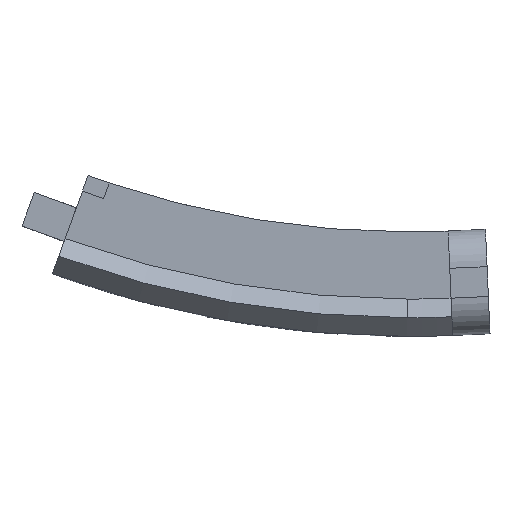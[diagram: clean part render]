
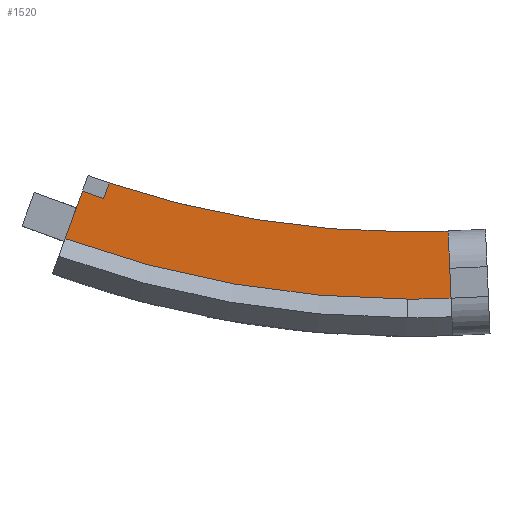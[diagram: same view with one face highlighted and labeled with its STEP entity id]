
A CAD part, front view. The second image highlights one B-rep face of the part: STEP entity #1520.
In plain terms, the highlighted planar face has unit normal (0, -1, 0).
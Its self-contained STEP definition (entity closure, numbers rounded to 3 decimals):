
#22 = EDGE_CURVE ( 'NONE', #1721, #2123, #1595, .T. ) ;
#36 = AXIS2_PLACEMENT_3D ( 'NONE', #1227, #152, #1438 ) ;
#80 = ORIENTED_EDGE ( 'NONE', *, *, #2442, .F. ) ;
#104 = PLANE ( 'NONE',  #1743 ) ;
#131 = AXIS2_PLACEMENT_3D ( 'NONE', #2493, #2086, #2728 ) ;
#152 = DIRECTION ( 'NONE',  ( 0., -1., 0. ) ) ;
#239 = CARTESIAN_POINT ( 'NONE',  ( 5.452, -5., -124.881 ) ) ;
#265 = DIRECTION ( 'NONE',  ( 0., 0., -1. ) ) ;
#294 = DIRECTION ( 'NONE',  ( 0., -1., 0. ) ) ;
#305 = LINE ( 'NONE', #344, #1847 ) ;
#344 = CARTESIAN_POINT ( 'NONE',  ( -40.686, -5., -120.555 ) ) ;
#397 = VECTOR ( 'NONE', #1302, 1000. ) ;
#448 = LINE ( 'NONE', #1317, #397 ) ;
#535 = DIRECTION ( 'NONE',  ( -0.342, 0., -0.94 ) ) ;
#542 = CARTESIAN_POINT ( 'NONE',  ( -39.921, -5., -118.454 ) ) ;
#556 = CARTESIAN_POINT ( 'NONE',  ( -40.686, -5., -120.555 ) ) ;
#672 = VECTOR ( 'NONE', #535, 1000. ) ;
#720 = CARTESIAN_POINT ( 'NONE',  ( -42.753, -5., -117.462 ) ) ;
#730 = AXIS2_PLACEMENT_3D ( 'NONE', #1823, #2690, #265 ) ;
#773 = CARTESIAN_POINT ( 'NONE',  ( -42.753, -5., -117.462 ) ) ;
#820 = EDGE_CURVE ( 'NONE', #2131, #1721, #305, .T. ) ;
#891 = VERTEX_POINT ( 'NONE', #542 ) ;
#919 = ORIENTED_EDGE ( 'NONE', *, *, #22, .T. ) ;
#949 = EDGE_LOOP ( 'NONE', ( #1375, #1458, #2473, #967, #80, #2364, #2528, #919 ) ) ;
#950 = DIRECTION ( 'NONE',  ( 0., -1., 0. ) ) ;
#967 = ORIENTED_EDGE ( 'NONE', *, *, #1803, .F. ) ;
#1043 = VERTEX_POINT ( 'NONE', #1689 ) ;
#1164 = CARTESIAN_POINT ( 'NONE',  ( 0., -5., 0. ) ) ;
#1188 = FACE_OUTER_BOUND ( 'NONE', #949, .T. ) ;
#1196 = CARTESIAN_POINT ( 'NONE',  ( -45.831, -5., -125.919 ) ) ;
#1217 = CIRCLE ( 'NONE', #131, 125. ) ;
#1227 = CARTESIAN_POINT ( 'NONE',  ( 0., -5., 0. ) ) ;
#1287 = CIRCLE ( 'NONE', #36, 125. ) ;
#1302 = DIRECTION ( 'NONE',  ( 0.342, 0., 0.94 ) ) ;
#1305 = CIRCLE ( 'NONE', #730, 134. ) ;
#1317 = CARTESIAN_POINT ( 'NONE',  ( -39.474, -5., -117.224 ) ) ;
#1323 = EDGE_CURVE ( 'NONE', #2131, #891, #448, .T. ) ;
#1375 = ORIENTED_EDGE ( 'NONE', *, *, #1684, .T. ) ;
#1377 = DIRECTION ( 'NONE',  ( -0.94, 0., 0.342 ) ) ;
#1403 = VERTEX_POINT ( 'NONE', #1725 ) ;
#1438 = DIRECTION ( 'NONE',  ( 0., 0., -1. ) ) ;
#1458 = ORIENTED_EDGE ( 'NONE', *, *, #2726, .T. ) ;
#1515 = VERTEX_POINT ( 'NONE', #1792 ) ;
#1520 = ADVANCED_FACE ( 'NONE', ( #1188 ), #104, .T. ) ;
#1533 = EDGE_CURVE ( 'NONE', #1403, #2652, #2455, .T. ) ;
#1575 = DIRECTION ( 'NONE',  ( 0., 0., -1. ) ) ;
#1595 = LINE ( 'NONE', #720, #672 ) ;
#1684 = EDGE_CURVE ( 'NONE', #2123, #1043, #1305, .T. ) ;
#1689 = CARTESIAN_POINT ( 'NONE',  ( 0., -5., -134. ) ) ;
#1721 = VERTEX_POINT ( 'NONE', #2027 ) ;
#1725 = CARTESIAN_POINT ( 'NONE',  ( 5.845, -5., -133.872 ) ) ;
#1743 = AXIS2_PLACEMENT_3D ( 'NONE', #773, #294, #1821 ) ;
#1792 = CARTESIAN_POINT ( 'NONE',  ( 0., -5., -125. ) ) ;
#1803 = EDGE_CURVE ( 'NONE', #1515, #2652, #1217, .T. ) ;
#1821 = DIRECTION ( 'NONE',  ( 0., 0., -1. ) ) ;
#1823 = CARTESIAN_POINT ( 'NONE',  ( 0., -5., 0. ) ) ;
#1847 = VECTOR ( 'NONE', #1377, 1000. ) ;
#1968 = VECTOR ( 'NONE', #2470, 1000. ) ;
#2024 = CARTESIAN_POINT ( 'NONE',  ( 5.037, -5., -115.375 ) ) ;
#2027 = CARTESIAN_POINT ( 'NONE',  ( -43.505, -5., -119.529 ) ) ;
#2083 = AXIS2_PLACEMENT_3D ( 'NONE', #1164, #950, #1575 ) ;
#2086 = DIRECTION ( 'NONE',  ( 0., -1., 0. ) ) ;
#2123 = VERTEX_POINT ( 'NONE', #1196 ) ;
#2131 = VERTEX_POINT ( 'NONE', #556 ) ;
#2364 = ORIENTED_EDGE ( 'NONE', *, *, #1323, .F. ) ;
#2442 = EDGE_CURVE ( 'NONE', #891, #1515, #1287, .T. ) ;
#2455 = LINE ( 'NONE', #2024, #1968 ) ;
#2470 = DIRECTION ( 'NONE',  ( -0.044, 0., 0.999 ) ) ;
#2473 = ORIENTED_EDGE ( 'NONE', *, *, #1533, .T. ) ;
#2493 = CARTESIAN_POINT ( 'NONE',  ( 0., -5., 0. ) ) ;
#2528 = ORIENTED_EDGE ( 'NONE', *, *, #820, .T. ) ;
#2583 = CIRCLE ( 'NONE', #2083, 134. ) ;
#2652 = VERTEX_POINT ( 'NONE', #239 ) ;
#2690 = DIRECTION ( 'NONE',  ( 0., -1., 0. ) ) ;
#2726 = EDGE_CURVE ( 'NONE', #1043, #1403, #2583, .T. ) ;
#2728 = DIRECTION ( 'NONE',  ( 0., 0., -1. ) ) ;
